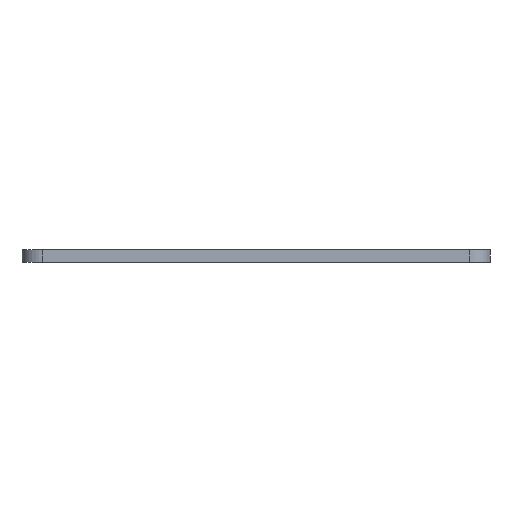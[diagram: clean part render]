
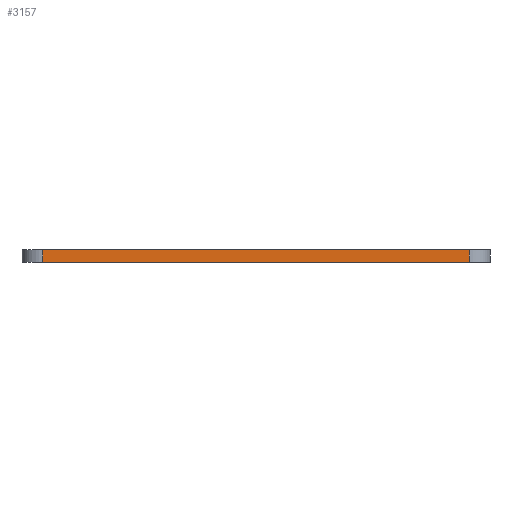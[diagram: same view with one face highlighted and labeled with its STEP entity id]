
A CAD part, left-side view. The second image highlights one B-rep face of the part: STEP entity #3157.
In plain terms, the highlighted planar face has unit normal (-1, 0, 0).
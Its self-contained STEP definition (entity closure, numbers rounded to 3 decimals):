
#55 = CYLINDRICAL_SURFACE('',#56,2.54);
#56 = AXIS2_PLACEMENT_3D('',#57,#58,#59);
#57 = CARTESIAN_POINT('',(137.223,-78.689,0.));
#58 = DIRECTION('',(-0.,-0.,-1.));
#59 = DIRECTION('',(1.,0.,-0.));
#83 = PLANE('',#84);
#84 = AXIS2_PLACEMENT_3D('',#85,#86,#87);
#85 = CARTESIAN_POINT('',(148.489,-105.243,1.6));
#86 = DIRECTION('',(-0.,-0.,-1.));
#87 = DIRECTION('',(-1.,0.,0.));
#137 = PLANE('',#138);
#138 = AXIS2_PLACEMENT_3D('',#139,#140,#141);
#139 = CARTESIAN_POINT('',(148.489,-105.243,0.));
#140 = DIRECTION('',(-0.,-0.,-1.));
#141 = DIRECTION('',(-1.,0.,0.));
#154 = VERTEX_POINT('',#155);
#155 = CARTESIAN_POINT('',(134.684,-78.689,1.6));
#181 = EDGE_CURVE('',#182,#154,#184,.T.);
#182 = VERTEX_POINT('',#183);
#183 = CARTESIAN_POINT('',(134.684,-78.689,0.));
#184 = SURFACE_CURVE('',#185,(#189,#196),.PCURVE_S1.);
#185 = LINE('',#186,#187);
#186 = CARTESIAN_POINT('',(134.684,-78.689,0.));
#187 = VECTOR('',#188,1.);
#188 = DIRECTION('',(0.,0.,1.));
#189 = PCURVE('',#55,#190);
#190 = DEFINITIONAL_REPRESENTATION('',(#191),#195);
#191 = LINE('',#192,#193);
#192 = CARTESIAN_POINT('',(-3.142,0.));
#193 = VECTOR('',#194,1.);
#194 = DIRECTION('',(-0.,-1.));
#195 = ( GEOMETRIC_REPRESENTATION_CONTEXT(2) 
PARAMETRIC_REPRESENTATION_CONTEXT() REPRESENTATION_CONTEXT('2D SPACE',''
  ) );
#196 = PCURVE('',#197,#202);
#197 = PLANE('',#198);
#198 = AXIS2_PLACEMENT_3D('',#199,#200,#201);
#199 = CARTESIAN_POINT('',(134.683,-131.318,0.));
#200 = DIRECTION('',(-1.,0.,0.));
#201 = DIRECTION('',(0.,1.,0.));
#202 = DEFINITIONAL_REPRESENTATION('',(#203),#207);
#203 = LINE('',#204,#205);
#204 = CARTESIAN_POINT('',(52.629,0.));
#205 = VECTOR('',#206,1.);
#206 = DIRECTION('',(0.,-1.));
#207 = ( GEOMETRIC_REPRESENTATION_CONTEXT(2) 
PARAMETRIC_REPRESENTATION_CONTEXT() REPRESENTATION_CONTEXT('2D SPACE',''
  ) );
#533 = VERTEX_POINT('',#534);
#534 = CARTESIAN_POINT('',(134.683,-131.318,0.));
#553 = CYLINDRICAL_SURFACE('',#554,2.54);
#554 = AXIS2_PLACEMENT_3D('',#555,#556,#557);
#555 = CARTESIAN_POINT('',(137.223,-131.318,0.));
#556 = DIRECTION('',(-0.,-0.,-1.));
#557 = DIRECTION('',(1.,0.,-0.));
#565 = EDGE_CURVE('',#533,#182,#566,.T.);
#566 = SURFACE_CURVE('',#567,(#571,#578),.PCURVE_S1.);
#567 = LINE('',#568,#569);
#568 = CARTESIAN_POINT('',(134.683,-131.318,0.));
#569 = VECTOR('',#570,1.);
#570 = DIRECTION('',(0.,1.,0.));
#571 = PCURVE('',#137,#572);
#572 = DEFINITIONAL_REPRESENTATION('',(#573),#577);
#573 = LINE('',#574,#575);
#574 = CARTESIAN_POINT('',(13.807,-26.075));
#575 = VECTOR('',#576,1.);
#576 = DIRECTION('',(0.,1.));
#577 = ( GEOMETRIC_REPRESENTATION_CONTEXT(2) 
PARAMETRIC_REPRESENTATION_CONTEXT() REPRESENTATION_CONTEXT('2D SPACE',''
  ) );
#578 = PCURVE('',#197,#579);
#579 = DEFINITIONAL_REPRESENTATION('',(#580),#584);
#580 = LINE('',#581,#582);
#581 = CARTESIAN_POINT('',(0.,0.));
#582 = VECTOR('',#583,1.);
#583 = DIRECTION('',(1.,0.));
#584 = ( GEOMETRIC_REPRESENTATION_CONTEXT(2) 
PARAMETRIC_REPRESENTATION_CONTEXT() REPRESENTATION_CONTEXT('2D SPACE',''
  ) );
#2029 = VERTEX_POINT('',#2030);
#2030 = CARTESIAN_POINT('',(134.683,-131.318,1.6));
#2056 = EDGE_CURVE('',#2029,#154,#2057,.T.);
#2057 = SURFACE_CURVE('',#2058,(#2062,#2069),.PCURVE_S1.);
#2058 = LINE('',#2059,#2060);
#2059 = CARTESIAN_POINT('',(134.683,-131.318,1.6));
#2060 = VECTOR('',#2061,1.);
#2061 = DIRECTION('',(0.,1.,0.));
#2062 = PCURVE('',#83,#2063);
#2063 = DEFINITIONAL_REPRESENTATION('',(#2064),#2068);
#2064 = LINE('',#2065,#2066);
#2065 = CARTESIAN_POINT('',(13.807,-26.075));
#2066 = VECTOR('',#2067,1.);
#2067 = DIRECTION('',(0.,1.));
#2068 = ( GEOMETRIC_REPRESENTATION_CONTEXT(2) 
PARAMETRIC_REPRESENTATION_CONTEXT() REPRESENTATION_CONTEXT('2D SPACE',''
  ) );
#2069 = PCURVE('',#197,#2070);
#2070 = DEFINITIONAL_REPRESENTATION('',(#2071),#2075);
#2071 = LINE('',#2072,#2073);
#2072 = CARTESIAN_POINT('',(0.,-1.6));
#2073 = VECTOR('',#2074,1.);
#2074 = DIRECTION('',(1.,0.));
#2075 = ( GEOMETRIC_REPRESENTATION_CONTEXT(2) 
PARAMETRIC_REPRESENTATION_CONTEXT() REPRESENTATION_CONTEXT('2D SPACE',''
  ) );
#3157 = ADVANCED_FACE('',(#3158),#197,.T.);
#3158 = FACE_BOUND('',#3159,.T.);
#3159 = EDGE_LOOP('',(#3160,#3181,#3182,#3183));
#3160 = ORIENTED_EDGE('',*,*,#3161,.T.);
#3161 = EDGE_CURVE('',#533,#2029,#3162,.T.);
#3162 = SURFACE_CURVE('',#3163,(#3167,#3174),.PCURVE_S1.);
#3163 = LINE('',#3164,#3165);
#3164 = CARTESIAN_POINT('',(134.683,-131.318,0.));
#3165 = VECTOR('',#3166,1.);
#3166 = DIRECTION('',(0.,0.,1.));
#3167 = PCURVE('',#197,#3168);
#3168 = DEFINITIONAL_REPRESENTATION('',(#3169),#3173);
#3169 = LINE('',#3170,#3171);
#3170 = CARTESIAN_POINT('',(0.,0.));
#3171 = VECTOR('',#3172,1.);
#3172 = DIRECTION('',(0.,-1.));
#3173 = ( GEOMETRIC_REPRESENTATION_CONTEXT(2) 
PARAMETRIC_REPRESENTATION_CONTEXT() REPRESENTATION_CONTEXT('2D SPACE',''
  ) );
#3174 = PCURVE('',#553,#3175);
#3175 = DEFINITIONAL_REPRESENTATION('',(#3176),#3180);
#3176 = LINE('',#3177,#3178);
#3177 = CARTESIAN_POINT('',(-3.142,0.));
#3178 = VECTOR('',#3179,1.);
#3179 = DIRECTION('',(-0.,-1.));
#3180 = ( GEOMETRIC_REPRESENTATION_CONTEXT(2) 
PARAMETRIC_REPRESENTATION_CONTEXT() REPRESENTATION_CONTEXT('2D SPACE',''
  ) );
#3181 = ORIENTED_EDGE('',*,*,#2056,.T.);
#3182 = ORIENTED_EDGE('',*,*,#181,.F.);
#3183 = ORIENTED_EDGE('',*,*,#565,.F.);
